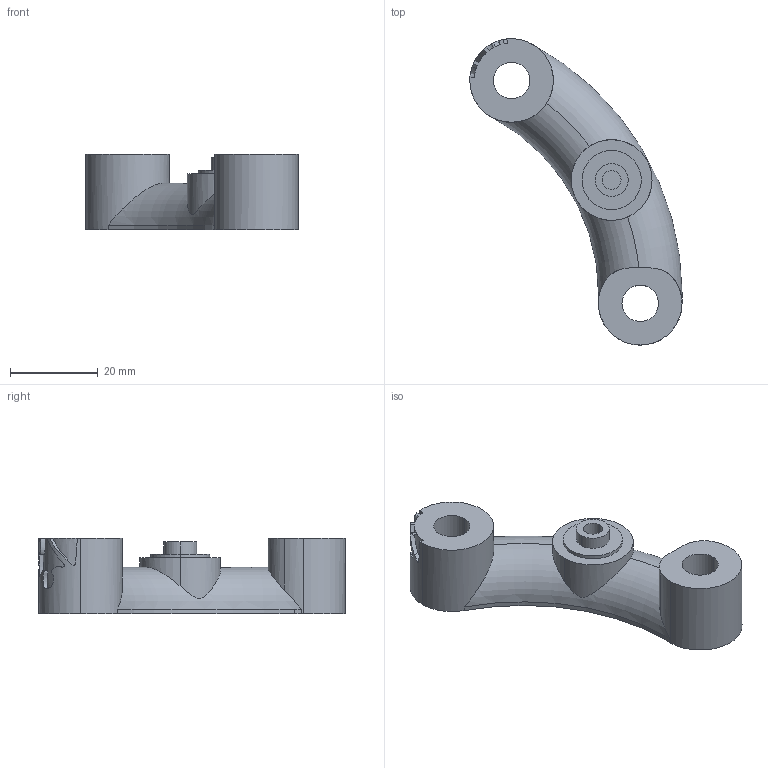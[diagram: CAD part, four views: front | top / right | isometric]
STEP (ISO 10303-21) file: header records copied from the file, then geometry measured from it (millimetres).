
FILE_DESCRIPTION (( 'STEP AP203' ), '1' );
FILE_NAME ('Y_Idler_leftx1.STEP', '2012-07-31T21:13:20', ( '' ), ( '' ), 'SwSTEP 2.0', 'SolidWorks 2012', '' );
FILE_SCHEMA (( 'CONFIG_CONTROL_DESIGN' ));
Length unit declared in the file: millimetre
Products named in the file (1): Y_Idler_leftx1
Bounding box: 48.29 x 69.66 x 17.1 mm (x, y, z)
Volume: 15861.6 mm3; surface area: 6623 mm2
Topology: 1 solids, 1 shells, 60 faces, 156 edges, 104 vertices
Faces by surface type: cylinder 31, plane 17, bspline 10, torus 2
Entity records: 5420 total; most frequent: CARTESIAN_POINT 3923, ORIENTED_EDGE 312, DIRECTION 269, EDGE_CURVE 156, AXIS2_PLACEMENT_3D 110, VERTEX_POINT 104, EDGE_LOOP 70, FACE_OUTER_BOUND 60
